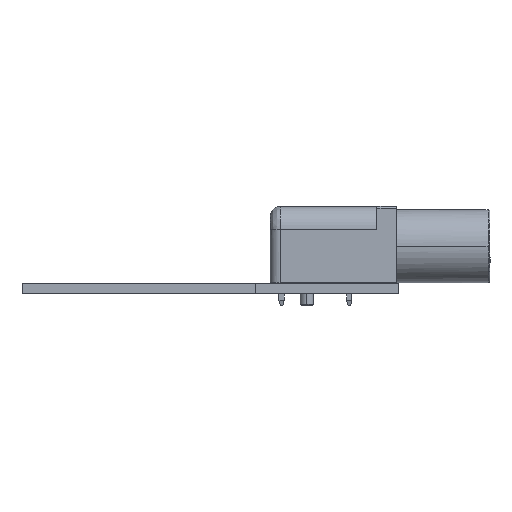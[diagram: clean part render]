
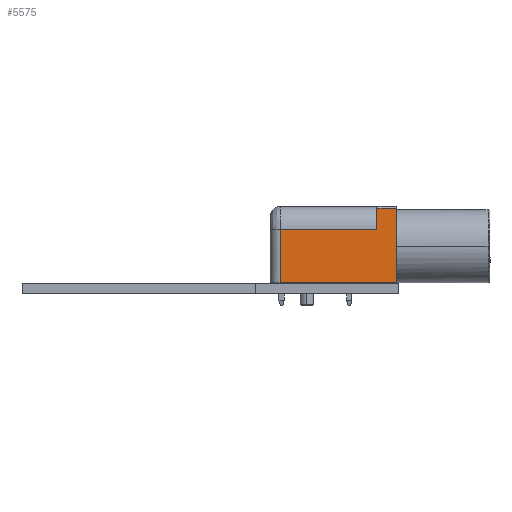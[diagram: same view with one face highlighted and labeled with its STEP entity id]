
A CAD part, left-side view. The second image highlights one B-rep face of the part: STEP entity #5575.
In plain terms, the highlighted free-form (B-spline) face has degree [1, 1] with [2, 2] control points.
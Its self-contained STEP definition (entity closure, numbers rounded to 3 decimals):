
#2957 = B_SPLINE_SURFACE_WITH_KNOTS('',1,1,(
    (#2958,#2959)
    ,(#2960,#2961
    )),.UNSPECIFIED.,.F.,.F.,.F.,(2,2),(2,2),(-6.,6.),(-25.92,6.78),
  .PIECEWISE_BEZIER_KNOTS.);
#2958 = CARTESIAN_POINT('',(-25.92,0.,-6.));
#2959 = CARTESIAN_POINT('',(6.78,0.,-6.));
#2960 = CARTESIAN_POINT('',(-25.92,0.,6.));
#2961 = CARTESIAN_POINT('',(6.78,0.,6.));
#4001 = B_SPLINE_SURFACE_WITH_KNOTS('',1,1,(
    (#4002,#4003)
    ,(#4004,#4005
    )),.UNSPECIFIED.,.F.,.F.,.F.,(2,2),(2,2),(-0.,12.),(-11.5,0.),
  .PIECEWISE_BEZIER_KNOTS.);
#4002 = CARTESIAN_POINT('',(-12.22,0.,6.));
#4003 = CARTESIAN_POINT('',(-12.22,11.5,6.));
#4004 = CARTESIAN_POINT('',(-12.22,0.,-6.));
#4005 = CARTESIAN_POINT('',(-12.22,11.5,-6.));
#4848 = EDGE_CURVE('',#4849,#4851,#4853,.T.);
#4849 = VERTEX_POINT('',#4850);
#4850 = CARTESIAN_POINT('',(-9.22,8.,-6.));
#4851 = VERTEX_POINT('',#4852);
#4852 = CARTESIAN_POINT('',(-9.22,11.2,-6.));
#4853 = SURFACE_CURVE('',#4854,(#4857,#4868),.PCURVE_S1.);
#4854 = B_SPLINE_CURVE_WITH_KNOTS('',1,(#4855,#4856),.UNSPECIFIED.,.F.,
  .F.,(2,2),(8.,11.2),.PIECEWISE_BEZIER_KNOTS.);
#4855 = CARTESIAN_POINT('',(-9.22,8.,-6.));
#4856 = CARTESIAN_POINT('',(-9.22,11.2,-6.));
#4857 = PCURVE('',#4858,#4863);
#4858 = B_SPLINE_SURFACE_WITH_KNOTS('',1,1,(
    (#4859,#4860)
    ,(#4861,#4862
    )),.UNSPECIFIED.,.F.,.F.,.F.,(2,2),(2,2),(2.5,6.),(8.,11.5),
  .PIECEWISE_BEZIER_KNOTS.);
#4859 = CARTESIAN_POINT('',(-9.22,8.,-2.5));
#4860 = CARTESIAN_POINT('',(-9.22,11.5,-2.5));
#4861 = CARTESIAN_POINT('',(-9.22,8.,-6.));
#4862 = CARTESIAN_POINT('',(-9.22,11.5,-6.));
#4863 = DEFINITIONAL_REPRESENTATION('',(#4864),#4867);
#4864 = B_SPLINE_CURVE_WITH_KNOTS('',1,(#4865,#4866),.UNSPECIFIED.,.F.,
  .F.,(2,2),(8.,11.2),.PIECEWISE_BEZIER_KNOTS.);
#4865 = CARTESIAN_POINT('',(6.,8.));
#4866 = CARTESIAN_POINT('',(6.,11.2));
#4867 = ( GEOMETRIC_REPRESENTATION_CONTEXT(2) 
PARAMETRIC_REPRESENTATION_CONTEXT() REPRESENTATION_CONTEXT('2D SPACE',''
  ) );
#4868 = PCURVE('',#4869,#4874);
#4869 = B_SPLINE_SURFACE_WITH_KNOTS('',1,1,(
    (#4870,#4871)
    ,(#4872,#4873
    )),.UNSPECIFIED.,.F.,.F.,.F.,(2,2),(2,2),(-19.,-1.5),(-11.5,-0.3),
  .PIECEWISE_BEZIER_KNOTS.);
#4870 = CARTESIAN_POINT('',(-12.22,0.,-6.));
#4871 = CARTESIAN_POINT('',(-12.22,11.2,-6.));
#4872 = CARTESIAN_POINT('',(5.28,0.,-6.));
#4873 = CARTESIAN_POINT('',(5.28,11.2,-6.));
#4874 = DEFINITIONAL_REPRESENTATION('',(#4875),#4878);
#4875 = B_SPLINE_CURVE_WITH_KNOTS('',1,(#4876,#4877),.UNSPECIFIED.,.F.,
  .F.,(2,2),(8.,11.2),.PIECEWISE_BEZIER_KNOTS.);
#4876 = CARTESIAN_POINT('',(-16.,-3.5));
#4877 = CARTESIAN_POINT('',(-16.,-0.3));
#4878 = ( GEOMETRIC_REPRESENTATION_CONTEXT(2) 
PARAMETRIC_REPRESENTATION_CONTEXT() REPRESENTATION_CONTEXT('2D SPACE',''
  ) );
#4896 = ( BOUNDED_SURFACE() B_SPLINE_SURFACE(2,1,(
    (#4897,#4898)
    ,(#4899,#4900)
    ,(#4901,#4902
)),.UNSPECIFIED.,.F.,.F.,.F.) B_SPLINE_SURFACE_WITH_KNOTS((3,3),(2,2),(
    0.,1.571),(-12.22,-9.22),.PIECEWISE_BEZIER_KNOTS.) 
GEOMETRIC_REPRESENTATION_ITEM() RATIONAL_B_SPLINE_SURFACE((
    (1.,1.)
    ,(0.707,0.707)
,(1.,1.))) REPRESENTATION_ITEM('') SURFACE() );
#4897 = CARTESIAN_POINT('',(-12.22,11.2,-6.));
#4898 = CARTESIAN_POINT('',(-9.22,11.2,-6.));
#4899 = CARTESIAN_POINT('',(-12.22,11.5,-6.));
#4900 = CARTESIAN_POINT('',(-9.22,11.5,-6.));
#4901 = CARTESIAN_POINT('',(-12.22,11.5,-5.7));
#4902 = CARTESIAN_POINT('',(-9.22,11.5,-5.7));
#4949 = ( BOUNDED_SURFACE() B_SPLINE_SURFACE(2,1,(
    (#4950,#4951)
    ,(#4952,#4953)
    ,(#4954,#4955
)),.UNSPECIFIED.,.F.,.F.,.F.) B_SPLINE_SURFACE_WITH_KNOTS((3,3),(2,2),(
    0.,1.571),(0.,14.5),.PIECEWISE_BEZIER_KNOTS.) 
GEOMETRIC_REPRESENTATION_ITEM() RATIONAL_B_SPLINE_SURFACE((
    (1.,1.)
    ,(0.707,0.707)
,(1.,1.))) REPRESENTATION_ITEM('') SURFACE() );
#4950 = CARTESIAN_POINT('',(-9.22,8.,-6.));
#4951 = CARTESIAN_POINT('',(5.28,8.,-6.));
#4952 = CARTESIAN_POINT('',(-9.22,11.5,-6.));
#4953 = CARTESIAN_POINT('',(5.28,11.5,-6.));
#4954 = CARTESIAN_POINT('',(-9.22,11.5,-2.5));
#4955 = CARTESIAN_POINT('',(5.28,11.5,-2.5));
#4988 = VERTEX_POINT('',#4989);
#4989 = CARTESIAN_POINT('',(5.28,8.,-6.));
#5020 = EDGE_CURVE('',#4849,#4988,#5021,.T.);
#5021 = SURFACE_CURVE('',#5022,(#5025,#5032),.PCURVE_S1.);
#5022 = B_SPLINE_CURVE_WITH_KNOTS('',1,(#5023,#5024),.UNSPECIFIED.,.F.,
  .F.,(2,2),(0.,14.5),.PIECEWISE_BEZIER_KNOTS.);
#5023 = CARTESIAN_POINT('',(-9.22,8.,-6.));
#5024 = CARTESIAN_POINT('',(5.28,8.,-6.));
#5025 = PCURVE('',#4949,#5026);
#5026 = DEFINITIONAL_REPRESENTATION('',(#5027),#5031);
#5027 = B_SPLINE_CURVE_WITH_KNOTS('',2,(#5028,#5029,#5030),
  .UNSPECIFIED.,.F.,.F.,(3,3),(0.,14.5),.PIECEWISE_BEZIER_KNOTS.);
#5028 = CARTESIAN_POINT('',(0.,0.));
#5029 = CARTESIAN_POINT('',(0.,7.25));
#5030 = CARTESIAN_POINT('',(0.,14.5));
#5031 = ( GEOMETRIC_REPRESENTATION_CONTEXT(2) 
PARAMETRIC_REPRESENTATION_CONTEXT() REPRESENTATION_CONTEXT('2D SPACE',''
  ) );
#5032 = PCURVE('',#4869,#5033);
#5033 = DEFINITIONAL_REPRESENTATION('',(#5034),#5037);
#5034 = B_SPLINE_CURVE_WITH_KNOTS('',1,(#5035,#5036),.UNSPECIFIED.,.F.,
  .F.,(2,2),(0.,14.5),.PIECEWISE_BEZIER_KNOTS.);
#5035 = CARTESIAN_POINT('',(-16.,-3.5));
#5036 = CARTESIAN_POINT('',(-1.5,-3.5));
#5037 = ( GEOMETRIC_REPRESENTATION_CONTEXT(2) 
PARAMETRIC_REPRESENTATION_CONTEXT() REPRESENTATION_CONTEXT('2D SPACE',''
  ) );
#5348 = ( BOUNDED_SURFACE() B_SPLINE_SURFACE(2,1,(
    (#5349,#5350)
    ,(#5351,#5352)
    ,(#5353,#5354
)),.UNSPECIFIED.,.F.,.F.,.F.) B_SPLINE_SURFACE_WITH_KNOTS((3,3),(2,2),(
    0.,1.571),(3.5,11.5),.PIECEWISE_BEZIER_KNOTS.) 
GEOMETRIC_REPRESENTATION_ITEM() RATIONAL_B_SPLINE_SURFACE((
    (1.,1.)
    ,(0.707,0.707)
,(1.,1.))) REPRESENTATION_ITEM('') SURFACE() );
#5349 = CARTESIAN_POINT('',(5.28,8.,-6.));
#5350 = CARTESIAN_POINT('',(5.28,0.,-6.));
#5351 = CARTESIAN_POINT('',(6.78,8.,-6.));
#5352 = CARTESIAN_POINT('',(6.78,0.,-6.));
#5353 = CARTESIAN_POINT('',(6.78,8.,-4.5));
#5354 = CARTESIAN_POINT('',(6.78,0.,-4.5));
#5513 = VERTEX_POINT('',#5514);
#5514 = CARTESIAN_POINT('',(5.28,0.,-6.));
#5537 = EDGE_CURVE('',#4988,#5513,#5538,.T.);
#5538 = SURFACE_CURVE('',#5539,(#5542,#5549),.PCURVE_S1.);
#5539 = B_SPLINE_CURVE_WITH_KNOTS('',1,(#5540,#5541),.UNSPECIFIED.,.F.,
  .F.,(2,2),(3.5,11.5),.PIECEWISE_BEZIER_KNOTS.);
#5540 = CARTESIAN_POINT('',(5.28,8.,-6.));
#5541 = CARTESIAN_POINT('',(5.28,0.,-6.));
#5542 = PCURVE('',#5348,#5543);
#5543 = DEFINITIONAL_REPRESENTATION('',(#5544),#5548);
#5544 = B_SPLINE_CURVE_WITH_KNOTS('',2,(#5545,#5546,#5547),
  .UNSPECIFIED.,.F.,.F.,(3,3),(3.5,11.5),.PIECEWISE_BEZIER_KNOTS.);
#5545 = CARTESIAN_POINT('',(0.,3.5));
#5546 = CARTESIAN_POINT('',(0.,7.5));
#5547 = CARTESIAN_POINT('',(0.,11.5));
#5548 = ( GEOMETRIC_REPRESENTATION_CONTEXT(2) 
PARAMETRIC_REPRESENTATION_CONTEXT() REPRESENTATION_CONTEXT('2D SPACE',''
  ) );
#5549 = PCURVE('',#4869,#5550);
#5550 = DEFINITIONAL_REPRESENTATION('',(#5551),#5554);
#5551 = B_SPLINE_CURVE_WITH_KNOTS('',1,(#5552,#5553),.UNSPECIFIED.,.F.,
  .F.,(2,2),(3.5,11.5),.PIECEWISE_BEZIER_KNOTS.);
#5552 = CARTESIAN_POINT('',(-1.5,-3.5));
#5553 = CARTESIAN_POINT('',(-1.5,-11.5));
#5554 = ( GEOMETRIC_REPRESENTATION_CONTEXT(2) 
PARAMETRIC_REPRESENTATION_CONTEXT() REPRESENTATION_CONTEXT('2D SPACE',''
  ) );
#5575 = ADVANCED_FACE('',(#5576),#4869,.F.);
#5576 = FACE_BOUND('',#5577,.F.);
#5577 = EDGE_LOOP('',(#5578,#5598,#5599,#5600,#5601,#5622));
#5578 = ORIENTED_EDGE('',*,*,#5579,.F.);
#5579 = EDGE_CURVE('',#5513,#5580,#5582,.T.);
#5580 = VERTEX_POINT('',#5581);
#5581 = CARTESIAN_POINT('',(-12.22,0.,-6.));
#5582 = SURFACE_CURVE('',#5583,(#5586,#5592),.PCURVE_S1.);
#5583 = B_SPLINE_CURVE_WITH_KNOTS('',1,(#5584,#5585),.UNSPECIFIED.,.F.,
  .F.,(2,2),(1.5,19.),.PIECEWISE_BEZIER_KNOTS.);
#5584 = CARTESIAN_POINT('',(5.28,0.,-6.));
#5585 = CARTESIAN_POINT('',(-12.22,0.,-6.));
#5586 = PCURVE('',#4869,#5587);
#5587 = DEFINITIONAL_REPRESENTATION('',(#5588),#5591);
#5588 = B_SPLINE_CURVE_WITH_KNOTS('',1,(#5589,#5590),.UNSPECIFIED.,.F.,
  .F.,(2,2),(1.5,19.),.PIECEWISE_BEZIER_KNOTS.);
#5589 = CARTESIAN_POINT('',(-1.5,-11.5));
#5590 = CARTESIAN_POINT('',(-19.,-11.5));
#5591 = ( GEOMETRIC_REPRESENTATION_CONTEXT(2) 
PARAMETRIC_REPRESENTATION_CONTEXT() REPRESENTATION_CONTEXT('2D SPACE',''
  ) );
#5592 = PCURVE('',#2957,#5593);
#5593 = DEFINITIONAL_REPRESENTATION('',(#5594),#5597);
#5594 = B_SPLINE_CURVE_WITH_KNOTS('',1,(#5595,#5596),.UNSPECIFIED.,.F.,
  .F.,(2,2),(1.5,19.),.PIECEWISE_BEZIER_KNOTS.);
#5595 = CARTESIAN_POINT('',(-6.,5.28));
#5596 = CARTESIAN_POINT('',(-6.,-12.22));
#5597 = ( GEOMETRIC_REPRESENTATION_CONTEXT(2) 
PARAMETRIC_REPRESENTATION_CONTEXT() REPRESENTATION_CONTEXT('2D SPACE',''
  ) );
#5598 = ORIENTED_EDGE('',*,*,#5537,.F.);
#5599 = ORIENTED_EDGE('',*,*,#5020,.F.);
#5600 = ORIENTED_EDGE('',*,*,#4848,.T.);
#5601 = ORIENTED_EDGE('',*,*,#5602,.F.);
#5602 = EDGE_CURVE('',#5603,#4851,#5605,.T.);
#5603 = VERTEX_POINT('',#5604);
#5604 = CARTESIAN_POINT('',(-12.22,11.2,-6.));
#5605 = SURFACE_CURVE('',#5606,(#5609,#5615),.PCURVE_S1.);
#5606 = B_SPLINE_CURVE_WITH_KNOTS('',1,(#5607,#5608),.UNSPECIFIED.,.F.,
  .F.,(2,2),(-3.,0.),.PIECEWISE_BEZIER_KNOTS.);
#5607 = CARTESIAN_POINT('',(-12.22,11.2,-6.));
#5608 = CARTESIAN_POINT('',(-9.22,11.2,-6.));
#5609 = PCURVE('',#4869,#5610);
#5610 = DEFINITIONAL_REPRESENTATION('',(#5611),#5614);
#5611 = B_SPLINE_CURVE_WITH_KNOTS('',1,(#5612,#5613),.UNSPECIFIED.,.F.,
  .F.,(2,2),(-3.,0.),.PIECEWISE_BEZIER_KNOTS.);
#5612 = CARTESIAN_POINT('',(-19.,-0.3));
#5613 = CARTESIAN_POINT('',(-16.,-0.3));
#5614 = ( GEOMETRIC_REPRESENTATION_CONTEXT(2) 
PARAMETRIC_REPRESENTATION_CONTEXT() REPRESENTATION_CONTEXT('2D SPACE',''
  ) );
#5615 = PCURVE('',#4896,#5616);
#5616 = DEFINITIONAL_REPRESENTATION('',(#5617),#5621);
#5617 = B_SPLINE_CURVE_WITH_KNOTS('',2,(#5618,#5619,#5620),
  .UNSPECIFIED.,.F.,.F.,(3,3),(-3.,0.),.PIECEWISE_BEZIER_KNOTS.);
#5618 = CARTESIAN_POINT('',(0.,-12.22));
#5619 = CARTESIAN_POINT('',(0.,-10.72));
#5620 = CARTESIAN_POINT('',(0.,-9.22));
#5621 = ( GEOMETRIC_REPRESENTATION_CONTEXT(2) 
PARAMETRIC_REPRESENTATION_CONTEXT() REPRESENTATION_CONTEXT('2D SPACE',''
  ) );
#5622 = ORIENTED_EDGE('',*,*,#5623,.T.);
#5623 = EDGE_CURVE('',#5603,#5580,#5624,.T.);
#5624 = SURFACE_CURVE('',#5625,(#5628,#5634),.PCURVE_S1.);
#5625 = B_SPLINE_CURVE_WITH_KNOTS('',1,(#5626,#5627),.UNSPECIFIED.,.F.,
  .F.,(2,2),(0.3,11.5),.PIECEWISE_BEZIER_KNOTS.);
#5626 = CARTESIAN_POINT('',(-12.22,11.2,-6.));
#5627 = CARTESIAN_POINT('',(-12.22,0.,-6.));
#5628 = PCURVE('',#4869,#5629);
#5629 = DEFINITIONAL_REPRESENTATION('',(#5630),#5633);
#5630 = B_SPLINE_CURVE_WITH_KNOTS('',1,(#5631,#5632),.UNSPECIFIED.,.F.,
  .F.,(2,2),(0.3,11.5),.PIECEWISE_BEZIER_KNOTS.);
#5631 = CARTESIAN_POINT('',(-19.,-0.3));
#5632 = CARTESIAN_POINT('',(-19.,-11.5));
#5633 = ( GEOMETRIC_REPRESENTATION_CONTEXT(2) 
PARAMETRIC_REPRESENTATION_CONTEXT() REPRESENTATION_CONTEXT('2D SPACE',''
  ) );
#5634 = PCURVE('',#4001,#5635);
#5635 = DEFINITIONAL_REPRESENTATION('',(#5636),#5639);
#5636 = B_SPLINE_CURVE_WITH_KNOTS('',1,(#5637,#5638),.UNSPECIFIED.,.F.,
  .F.,(2,2),(0.3,11.5),.PIECEWISE_BEZIER_KNOTS.);
#5637 = CARTESIAN_POINT('',(12.,-0.3));
#5638 = CARTESIAN_POINT('',(12.,-11.5));
#5639 = ( GEOMETRIC_REPRESENTATION_CONTEXT(2) 
PARAMETRIC_REPRESENTATION_CONTEXT() REPRESENTATION_CONTEXT('2D SPACE',''
  ) );
